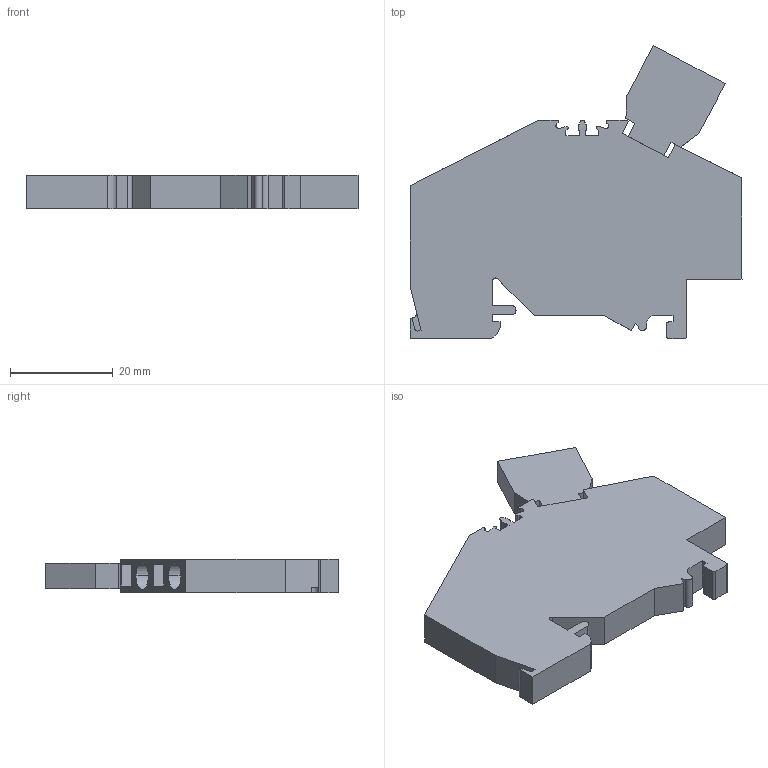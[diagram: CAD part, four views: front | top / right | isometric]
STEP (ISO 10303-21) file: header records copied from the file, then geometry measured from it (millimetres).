
FILE_DESCRIPTION((''),'2;1');
FILE_NAME('UJ1-2-5-3S','2024-02-26T',('dell'),(''),'PRO/ENGINEER BY PARAMETRIC TECHNOLOGY CORPORATION, 2013230','PRO/ENGINEER BY PARAMETRIC TECHNOLOGY CORPORATION, 2013230','');
FILE_SCHEMA(('AUTOMOTIVE_DESIGN { 1 0 10303 214 1 1 1 1 }'));
Length unit declared in the file: millimetre
Products named in the file (1): UJ1-2-5-3S
Bounding box: 64.5 x 56.91 x 6.5 mm (x, y, z)
Volume: 14412.7 mm3; surface area: 7155.6 mm2
Topology: 1 solids, 1 shells, 109 faces, 305 edges, 203 vertices
Faces by surface type: plane 85, cylinder 24
Entity records: 3596 total; most frequent: CARTESIAN_POINT 697, ORIENTED_EDGE 610, DIRECTION 547, EDGE_CURVE 305, VECTOR 257, LINE 257, VERTEX_POINT 203, AXIS2_PLACEMENT_3D 145
